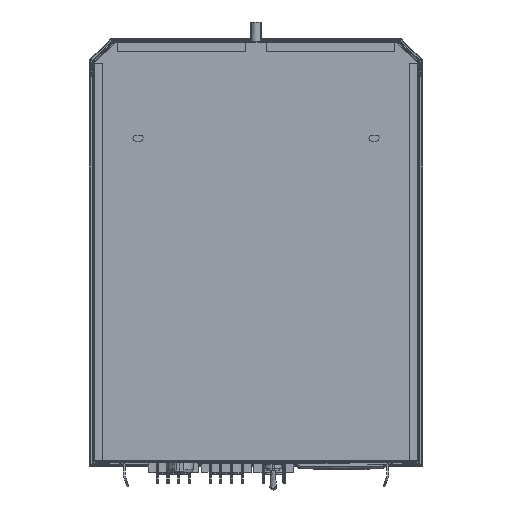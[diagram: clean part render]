
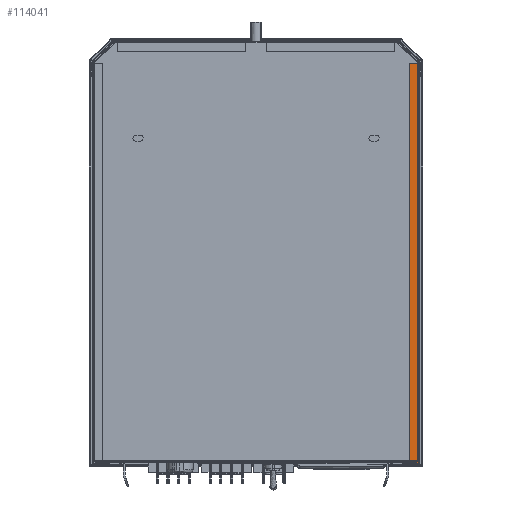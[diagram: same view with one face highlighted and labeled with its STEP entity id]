
A CAD part, front view. The second image highlights one B-rep face of the part: STEP entity #114041.
In plain terms, the highlighted free-form (B-spline) face has degree [1, 1] with [2, 2] control points.
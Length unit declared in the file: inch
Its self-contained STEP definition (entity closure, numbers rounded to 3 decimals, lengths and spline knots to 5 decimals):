
#113991=CARTESIAN_POINT('V4877',(20.2149,
   -12.91928,1.01664));
#113992=VERTEX_POINT('V4877',#113991);
#113999=CARTESIAN_POINT('V4873',(20.2149,
   -12.91928,-13.15336));
#114000=VERTEX_POINT('V4873',#113999);
#114006=CARTESIAN_POINT('E7507',(20.2149,
   -12.91928,1.01664));
#114007=CARTESIAN_POINT('E7507',(20.2149,
   -12.91928,-13.15336));
#114008=QUASI_UNIFORM_CURVE('E7507',1,(#114006,#114007),
   .POLYLINE_FORM.,.F.,.U.);
#114009=EDGE_CURVE('E7507',#113992,#114000,#114008,.T.);
#114014=CARTESIAN_POINT('F2867',(20.21372,
   -12.91928,1.01783));
#114015=CARTESIAN_POINT('F2867',(20.55108,
   -12.91928,1.01783));
#114016=CARTESIAN_POINT('F2867',(20.21372,
   -12.91928,-13.15454));
#114017=CARTESIAN_POINT('F2867',(20.55108,
   -12.91928,-13.15454));
#114018=B_SPLINE_SURFACE_WITH_KNOTS('F2867',1,1,((#114014,#114016),
   (#114015,#114017)),.PLANE_SURF.,.F.,.F.,.U.,(2,2),(2,2),(0.0,
   1.0),(0.0,42.00934),.UNSPECIFIED.);
#114019=ORIENTED_EDGE('F2739',*,*,#114009,.T.);
#114020=CARTESIAN_POINT('V4874',(20.5499,
   -12.91928,-13.15336));
#114021=VERTEX_POINT('V4874',#114020);
#114022=CARTESIAN_POINT('E7501',(20.2149,
   -12.91928,-13.15336));
#114023=CARTESIAN_POINT('E7501',(20.5499,
   -12.91928,-13.15336));
#114024=QUASI_UNIFORM_CURVE('E7501',1,(#114022,#114023),
   .POLYLINE_FORM.,.F.,.U.);
#114025=EDGE_CURVE('E7501',#114000,#114021,#114024,.T.);
#114026=ORIENTED_EDGE('E7501',*,*,#114025,.T.);
#114027=CARTESIAN_POINT('V4883',(20.5499,
   -12.91928,1.01664));
#114028=VERTEX_POINT('V4883',#114027);
#114029=CARTESIAN_POINT('E7853',(20.5499,
   -12.91928,-13.15336));
#114030=CARTESIAN_POINT('E7853',(20.5499,
   -12.91928,1.01664));
#114031=QUASI_UNIFORM_CURVE('E7853',1,(#114029,#114030),
   .POLYLINE_FORM.,.F.,.U.);
#114032=EDGE_CURVE('E7853',#114021,#114028,#114031,.T.);
#114033=ORIENTED_EDGE('E7853',*,*,#114032,.T.);
#114034=CARTESIAN_POINT('E7514',(20.2149,
   -12.91928,1.01664));
#114035=CARTESIAN_POINT('E7514',(20.5499,
   -12.91928,1.01664));
#114036=QUASI_UNIFORM_CURVE('E7514',1,(#114034,#114035),
   .POLYLINE_FORM.,.F.,.U.);
#114037=EDGE_CURVE('E7514',#113992,#114028,#114036,.T.);
#114038=ORIENTED_EDGE('E7514',*,*,#114037,.F.);
#114039=EDGE_LOOP('F2867',(#114019,#114026,#114033,#114038));
#114040=FACE_OUTER_BOUND('F2867',#114039,.T.);
#114041=ADVANCED_FACE('F2867',(#114040),#114018,.F.);
